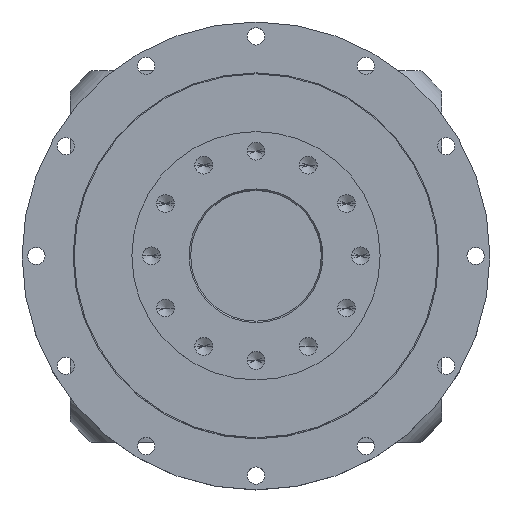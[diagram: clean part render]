
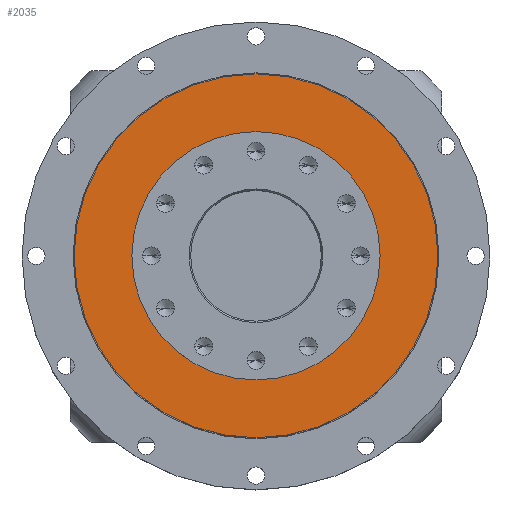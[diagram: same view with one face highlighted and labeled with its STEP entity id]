
A CAD part, top view. The second image highlights one B-rep face of the part: STEP entity #2035.
In plain terms, the highlighted planar face has unit normal (0, 0, 1).
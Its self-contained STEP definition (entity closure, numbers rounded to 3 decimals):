
#44 = CARTESIAN_POINT ( 'NONE',  ( 0., 0., -4. ) ) ;
#235 = FACE_BOUND ( 'NONE', #5600, .T. ) ;
#312 = DIRECTION ( 'NONE',  ( 0., 0., 1. ) ) ;
#635 = CARTESIAN_POINT ( 'NONE',  ( 47.5, 0., -4. ) ) ;
#951 = DIRECTION ( 'NONE',  ( 1., 0., 0. ) ) ;
#1468 = EDGE_CURVE ( 'NONE', #10268, #9871, #7687, .T. ) ;
#1522 = ORIENTED_EDGE ( 'NONE', *, *, #9366, .T. ) ;
#1627 = EDGE_CURVE ( 'NONE', #5971, #9912, #5799, .T. ) ;
#1699 = ORIENTED_EDGE ( 'NONE', *, *, #1468, .T. ) ;
#2035 = ADVANCED_FACE ( 'NONE', ( #235, #9519 ), #8603, .F. ) ;
#2821 = EDGE_CURVE ( 'NONE', #9912, #5971, #9748, .T. ) ;
#3182 = CARTESIAN_POINT ( 'NONE',  ( 69.6, 0., -4. ) ) ;
#3307 = DIRECTION ( 'NONE',  ( 0., 0., 1. ) ) ;
#3373 = CARTESIAN_POINT ( 'NONE',  ( 0., 69.6, -4. ) ) ;
#3800 = AXIS2_PLACEMENT_3D ( 'NONE', #8972, #3307, #9393 ) ;
#3997 = ORIENTED_EDGE ( 'NONE', *, *, #1627, .F. ) ;
#4043 = DIRECTION ( 'NONE',  ( 0., 0., 1. ) ) ;
#4257 = DIRECTION ( 'NONE',  ( 0., 0., -1. ) ) ;
#5600 = EDGE_LOOP ( 'NONE', ( #10098, #3997 ) ) ;
#5623 = CARTESIAN_POINT ( 'NONE',  ( 0., 0., -4. ) ) ;
#5670 = CIRCLE ( 'NONE', #6369, 69.6 ) ;
#5799 = CIRCLE ( 'NONE', #9638, 47.5 ) ;
#5971 = VERTEX_POINT ( 'NONE', #11043 ) ;
#6228 = DIRECTION ( 'NONE',  ( 0., 0., 1. ) ) ;
#6369 = AXIS2_PLACEMENT_3D ( 'NONE', #44, #6228, #951 ) ;
#6479 = DIRECTION ( 'NONE',  ( 1., 0., 0. ) ) ;
#6925 = AXIS2_PLACEMENT_3D ( 'NONE', #3373, #4257, #10321 ) ;
#7242 = AXIS2_PLACEMENT_3D ( 'NONE', #5623, #312, #6479 ) ;
#7687 = CIRCLE ( 'NONE', #7242, 69.6 ) ;
#7845 = EDGE_LOOP ( 'NONE', ( #1522, #1699 ) ) ;
#8224 = CARTESIAN_POINT ( 'NONE',  ( -69.6, 0., -4. ) ) ;
#8603 = PLANE ( 'NONE',  #6925 ) ;
#8972 = CARTESIAN_POINT ( 'NONE',  ( 0., 0., -4. ) ) ;
#9253 = CARTESIAN_POINT ( 'NONE',  ( 0., 0., -4. ) ) ;
#9366 = EDGE_CURVE ( 'NONE', #9871, #10268, #5670, .T. ) ;
#9393 = DIRECTION ( 'NONE',  ( 1., 0., 0. ) ) ;
#9519 = FACE_OUTER_BOUND ( 'NONE', #7845, .T. ) ;
#9638 = AXIS2_PLACEMENT_3D ( 'NONE', #9253, #4043, #10107 ) ;
#9748 = CIRCLE ( 'NONE', #3800, 47.5 ) ;
#9871 = VERTEX_POINT ( 'NONE', #3182 ) ;
#9912 = VERTEX_POINT ( 'NONE', #635 ) ;
#10098 = ORIENTED_EDGE ( 'NONE', *, *, #2821, .F. ) ;
#10107 = DIRECTION ( 'NONE',  ( 1., 0., 0. ) ) ;
#10268 = VERTEX_POINT ( 'NONE', #8224 ) ;
#10321 = DIRECTION ( 'NONE',  ( -1., 0., 0. ) ) ;
#11043 = CARTESIAN_POINT ( 'NONE',  ( -47.5, 0., -4. ) ) ;
